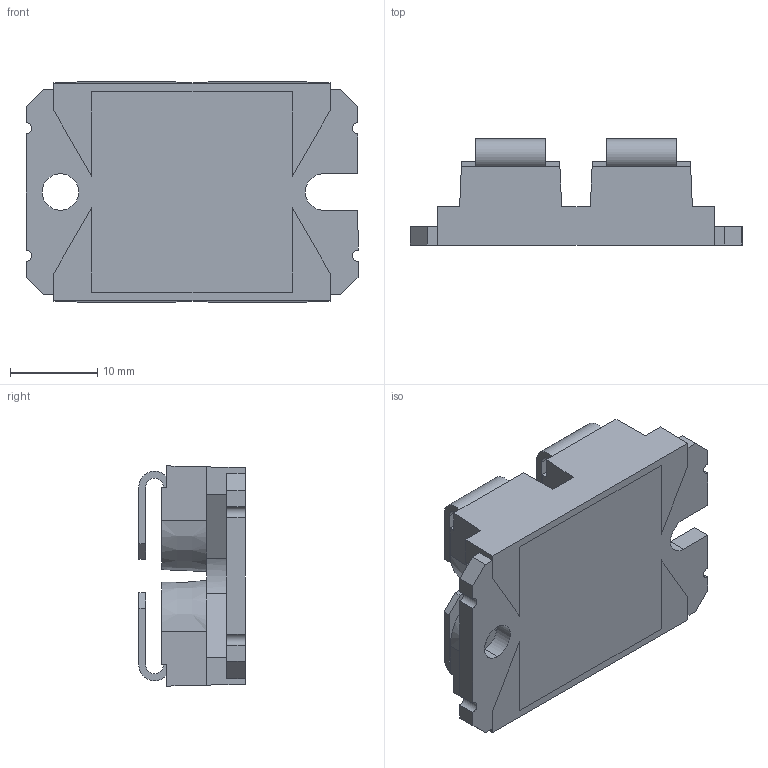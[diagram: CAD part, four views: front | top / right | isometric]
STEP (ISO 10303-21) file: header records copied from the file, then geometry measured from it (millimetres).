
FILE_DESCRIPTION (( 'STEP AP214' ), '1' );
FILE_NAME ('IXTN200N10L2.STEP', '2023-04-05T23:21:42', ( '' ), ( '' ), 'SwSTEP 2.0', 'SolidWorks 2021', '' );
FILE_SCHEMA (( 'AUTOMOTIVE_DESIGN' ));
Length unit declared in the file: millimetre
Products named in the file (1): IXTN200N10L2
Bounding box: 38.12 x 12.22 x 25.29 mm (x, y, z)
Volume: 6115.1 mm3; surface area: 6651.7 mm2
Topology: 6 solids, 6 shells, 264 faces, 712 edges, 472 vertices
Faces by surface type: plane 181, cylinder 65, bspline 12, cone 6
Entity records: 12701 total; most frequent: CARTESIAN_POINT 6045, ORIENTED_EDGE 1424, DIRECTION 1284, EDGE_CURVE 712, LINE 518, VECTOR 518, VERTEX_POINT 472, AXIS2_PLACEMENT_3D 383
